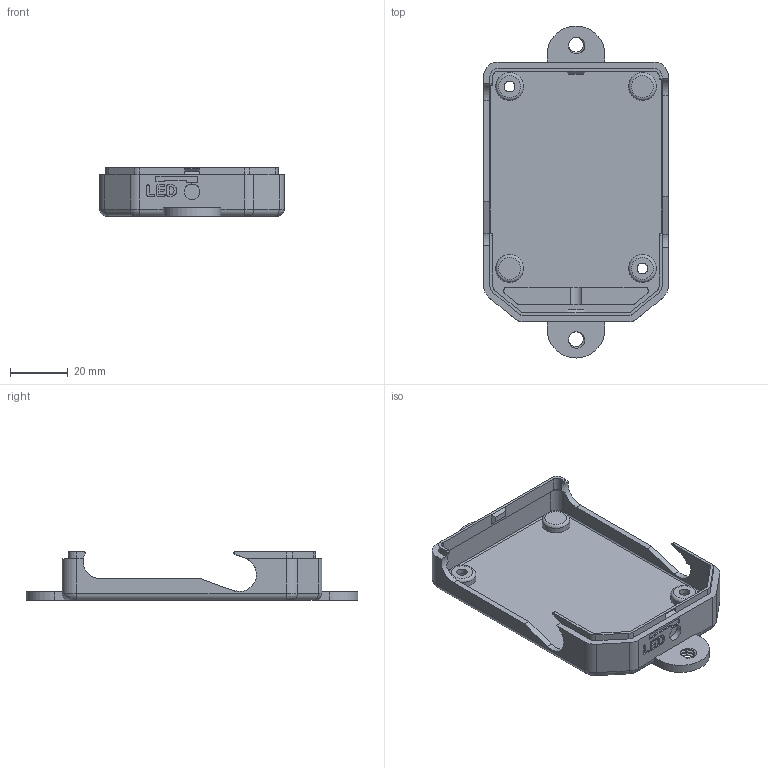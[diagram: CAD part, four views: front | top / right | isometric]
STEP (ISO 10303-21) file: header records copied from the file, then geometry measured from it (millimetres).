
FILE_DESCRIPTION(/* description */ (''),/* implementation_level */ '2;1');
FILE_NAME(/* name */ 'Enabled_Controller_Bottom_With_Mount.step',/* time_stamp */ '2021-01-16T17:46:26-08:00',/* author */ (''),/* organization */ (''),/* preprocessor_version */ 'ST-DEVELOPER v18.1',/* originating_system */ 'Autodesk Translation Framework v9.7.1.1290',/* authorisation */ '');
FILE_SCHEMA (('AUTOMOTIVE_DESIGN { 1 0 10303 214 3 1 1 }'));
Length unit declared in the file: millimetre
Products named in the file (2): Enabled_Controller_Bottom_With_Mount; Plastic Case
Assembly tree (1 placements, depth 2):
  Enabled_Controller_Bottom_With_Mount
    Plastic Case
Bounding box: 64 x 115 x 16.9 mm (x, y, z)
Volume: 19952.6 mm3; surface area: 19889.1 mm2
Topology: 1 solids, 1 shells, 375 faces, 1031 edges, 674 vertices
Faces by surface type: bspline 146, plane 137, cylinder 76, torus 10, cone 6
Full cylindrical faces by diameter (mm): 3.7 x2, 5.118 x2, 5.5 x1, 6.35 x2, 7.2 x2, 9.6 x4
Entity records: 16017 total; most frequent: CARTESIAN_POINT 7319, ORIENTED_EDGE 2062, DIRECTION 1353, EDGE_CURVE 1031, VERTEX_POINT 674, LINE 537, VECTOR 537, AXIS2_PLACEMENT_3D 408
